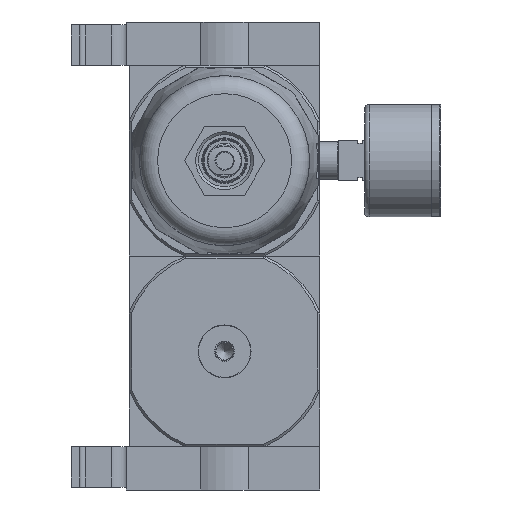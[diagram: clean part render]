
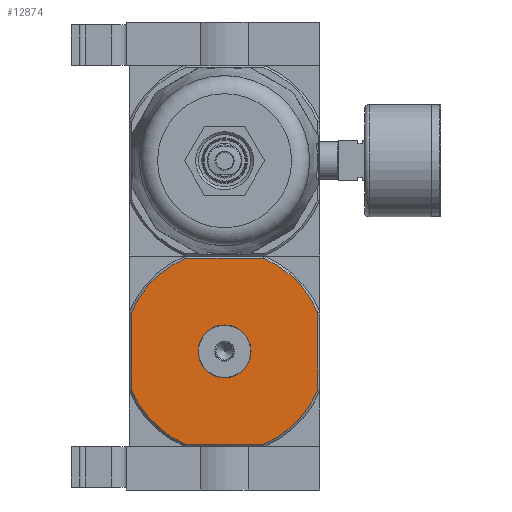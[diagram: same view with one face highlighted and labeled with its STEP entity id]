
A CAD part, front view. The second image highlights one B-rep face of the part: STEP entity #12874.
In plain terms, the highlighted planar face has unit normal (0, -1, 0).
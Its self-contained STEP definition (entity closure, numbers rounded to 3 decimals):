
#1459=CIRCLE('',#17832,6.579);
#1460=CIRCLE('',#17833,34.9);
#1461=CIRCLE('',#17834,34.9);
#1462=CIRCLE('',#17835,34.9);
#1463=CIRCLE('',#17836,34.9);
#4492=ORIENTED_EDGE('',*,*,#6588,.F.);
#4493=ORIENTED_EDGE('',*,*,#6589,.T.);
#4494=ORIENTED_EDGE('',*,*,#6590,.F.);
#4495=ORIENTED_EDGE('',*,*,#6584,.T.);
#4496=ORIENTED_EDGE('',*,*,#6591,.F.);
#4497=ORIENTED_EDGE('',*,*,#6592,.F.);
#4498=ORIENTED_EDGE('',*,*,#6593,.F.);
#4499=ORIENTED_EDGE('',*,*,#6594,.F.);
#4500=ORIENTED_EDGE('',*,*,#6595,.F.);
#6584=EDGE_CURVE('',#7914,#7915,#8736,.T.);
#6588=EDGE_CURVE('',#7918,#7918,#1459,.T.);
#6589=EDGE_CURVE('',#7919,#7920,#8738,.T.);
#6590=EDGE_CURVE('',#7914,#7920,#1460,.T.);
#6591=EDGE_CURVE('',#7921,#7915,#1461,.T.);
#6592=EDGE_CURVE('',#7922,#7921,#8739,.T.);
#6593=EDGE_CURVE('',#7923,#7922,#1462,.T.);
#6594=EDGE_CURVE('',#7924,#7923,#8740,.T.);
#6595=EDGE_CURVE('',#7919,#7924,#1463,.T.);
#7914=VERTEX_POINT('',#26247);
#7915=VERTEX_POINT('',#26248);
#7918=VERTEX_POINT('',#26262);
#7919=VERTEX_POINT('',#26264);
#7920=VERTEX_POINT('',#26265);
#7921=VERTEX_POINT('',#26268);
#7922=VERTEX_POINT('',#26270);
#7923=VERTEX_POINT('',#26272);
#7924=VERTEX_POINT('',#26274);
#8736=LINE('',#26246,#9492);
#8738=LINE('',#26263,#9494);
#8739=LINE('',#26269,#9495);
#8740=LINE('',#26273,#9496);
#9492=VECTOR('',#21219,1000.);
#9494=VECTOR('',#21225,1000.);
#9495=VECTOR('',#21230,1000.);
#9496=VECTOR('',#21233,1000.);
#10472=EDGE_LOOP('',(#4492));
#10473=EDGE_LOOP('',(#4493,#4494,#4495,#4496,#4497,#4498,#4499,#4500));
#11591=FACE_BOUND('',#10472,.T.);
#11592=FACE_BOUND('',#10473,.T.);
#12165=PLANE('',#17831);
#12874=ADVANCED_FACE('',(#11591,#11592),#12165,.F.);
#17831=AXIS2_PLACEMENT_3D('',#26260,#21221,#21222);
#17832=AXIS2_PLACEMENT_3D('',#26261,#21223,#21224);
#17833=AXIS2_PLACEMENT_3D('',#26266,#21226,#21227);
#17834=AXIS2_PLACEMENT_3D('',#26267,#21228,#21229);
#17835=AXIS2_PLACEMENT_3D('',#26271,#21231,#21232);
#17836=AXIS2_PLACEMENT_3D('',#26275,#21234,#21235);
#21219=DIRECTION('',(0.,0.,-1.));
#21221=DIRECTION('',(0.,1.,0.));
#21222=DIRECTION('',(0.,0.,1.));
#21223=DIRECTION('',(0.,-1.,0.));
#21224=DIRECTION('',(0.,0.,-1.));
#21225=DIRECTION('',(-1.,0.,0.));
#21226=DIRECTION('',(0.,1.,0.));
#21227=DIRECTION('',(-1.,0.,0.));
#21228=DIRECTION('',(0.,1.,0.));
#21229=DIRECTION('',(-1.,0.,0.));
#21230=DIRECTION('',(-1.,0.,0.));
#21231=DIRECTION('',(0.,1.,0.));
#21232=DIRECTION('',(-1.,0.,0.));
#21233=DIRECTION('',(0.,0.,-1.));
#21234=DIRECTION('',(0.,1.,0.));
#21235=DIRECTION('',(-1.,0.,0.));
#26246=CARTESIAN_POINT('',(-32.2,-33.,33.));
#26247=CARTESIAN_POINT('',(-32.2,-33.,13.46));
#26248=CARTESIAN_POINT('',(-32.2,-33.,-13.46));
#26260=CARTESIAN_POINT('',(-32.2,-33.,33.));
#26261=CARTESIAN_POINT('',(0.,-33.,0.));
#26262=CARTESIAN_POINT('',(0.,-33.,-6.579));
#26263=CARTESIAN_POINT('',(33.,-33.,32.2));
#26264=CARTESIAN_POINT('',(13.46,-33.,32.2));
#26265=CARTESIAN_POINT('',(-13.46,-33.,32.2));
#26266=CARTESIAN_POINT('',(0.,-33.,0.));
#26267=CARTESIAN_POINT('',(0.,-33.,0.));
#26268=CARTESIAN_POINT('',(-13.46,-33.,-32.2));
#26269=CARTESIAN_POINT('',(33.,-33.,-32.2));
#26270=CARTESIAN_POINT('',(13.46,-33.,-32.2));
#26271=CARTESIAN_POINT('',(0.,-33.,0.));
#26272=CARTESIAN_POINT('',(32.2,-33.,-13.46));
#26273=CARTESIAN_POINT('',(32.2,-33.,33.));
#26274=CARTESIAN_POINT('',(32.2,-33.,13.46));
#26275=CARTESIAN_POINT('',(0.,-33.,0.));
